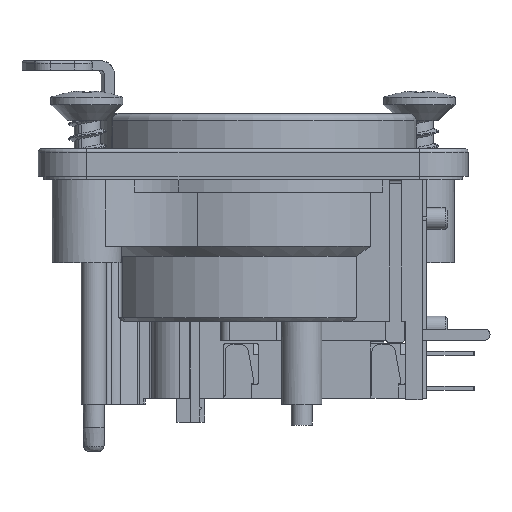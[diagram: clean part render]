
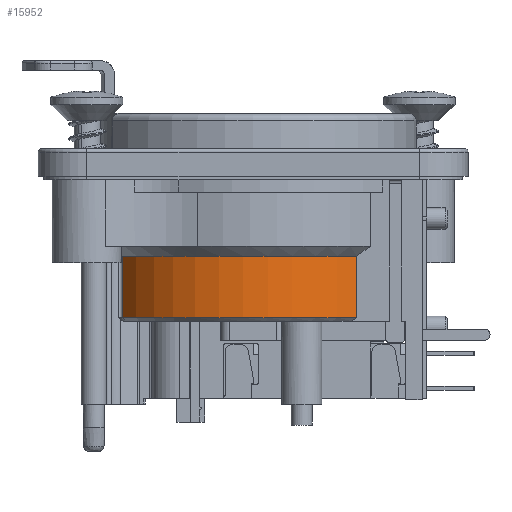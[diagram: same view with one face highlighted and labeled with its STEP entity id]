
A CAD part, left-side view. The second image highlights one B-rep face of the part: STEP entity #15952.
In plain terms, the highlighted cylindrical face has radius 10.9 mm (diameter 21.8 mm), a partial arc.
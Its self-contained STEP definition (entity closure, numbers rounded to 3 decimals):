
#11792=CARTESIAN_POINT('',(-5.456,9.436,-12.05));
#11793=VERTEX_POINT('',#11792);
#11830=CARTESIAN_POINT('',(-7.945,-7.462,-12.05));
#11831=VERTEX_POINT('',#11830);
#11845=CARTESIAN_POINT('',(0.0,0.0,-12.05));
#11846=DIRECTION('',(0.0,0.0,-1.0));
#11847=DIRECTION('',(-1.0,0.0,0.0));
#11848=AXIS2_PLACEMENT_3D('',#11845,#11846,#11847);
#11849=CIRCLE('',#11848,10.9);
#11850=EDGE_CURVE('',#11831,#11793,#11849,.T.);
#12635=CARTESIAN_POINT('',(-7.945,-7.462,-7.6));
#12636=VERTEX_POINT('',#12635);
#12650=CARTESIAN_POINT('',(-7.945,-7.462,-12.05));
#12651=DIRECTION('',(0.0,0.0,1.0));
#12652=VECTOR('',#12651,4.45);
#12653=LINE('',#12650,#12652);
#12654=EDGE_CURVE('',#11831,#12636,#12653,.T.);
#15045=CARTESIAN_POINT('',(-5.456,9.436,-7.6));
#15046=VERTEX_POINT('',#15045);
#15064=CARTESIAN_POINT('',(0.0,0.0,-7.6));
#15065=DIRECTION('',(0.0,0.0,-1.0));
#15066=DIRECTION('',(1.0,0.0,0.0));
#15067=AXIS2_PLACEMENT_3D('',#15064,#15065,#15066);
#15068=CIRCLE('',#15067,10.9);
#15069=EDGE_CURVE('',#12636,#15046,#15068,.T.);
#15925=CARTESIAN_POINT('',(-5.456,9.436,-12.05));
#15926=DIRECTION('',(0.0,0.0,1.0));
#15927=VECTOR('',#15926,4.45);
#15928=LINE('',#15925,#15927);
#15929=EDGE_CURVE('',#11793,#15046,#15928,.T.);
#15941=CARTESIAN_POINT('',(0.0,0.0,-1.5));
#15942=DIRECTION('',(0.0,0.0,-1.0));
#15943=DIRECTION('',(1.0,0.0,0.0));
#15944=AXIS2_PLACEMENT_3D('',#15941,#15942,#15943);
#15945=CYLINDRICAL_SURFACE('',#15944,10.9);
#15946=ORIENTED_EDGE('',*,*,#11850,.F.);
#15947=ORIENTED_EDGE('',*,*,#12654,.T.);
#15948=ORIENTED_EDGE('',*,*,#15069,.T.);
#15949=ORIENTED_EDGE('',*,*,#15929,.F.);
#15950=EDGE_LOOP('',(#15946,#15947,#15948,#15949));
#15951=FACE_OUTER_BOUND('',#15950,.T.);
#15952=ADVANCED_FACE('',(#15951),#15945,.T.);
